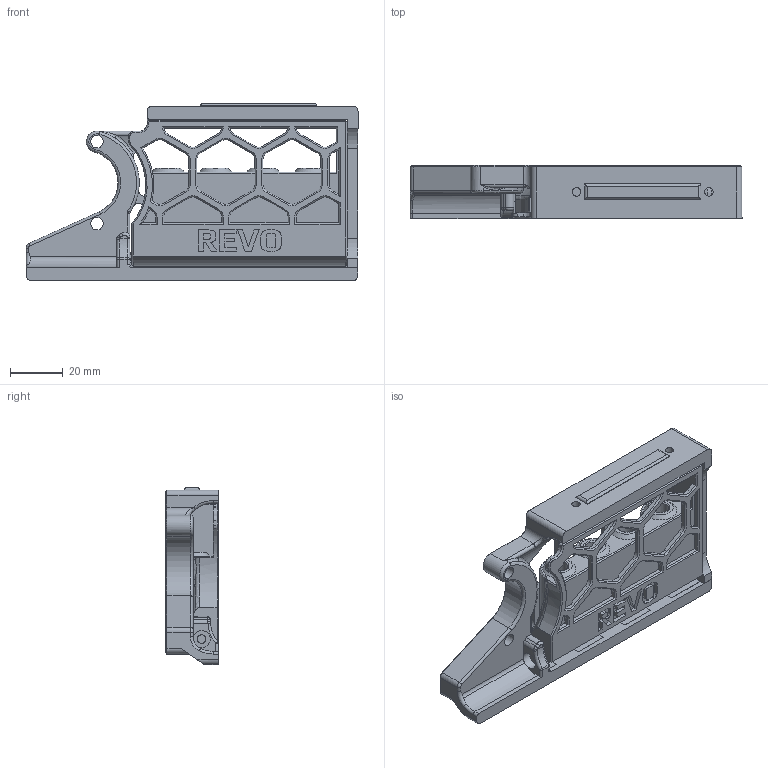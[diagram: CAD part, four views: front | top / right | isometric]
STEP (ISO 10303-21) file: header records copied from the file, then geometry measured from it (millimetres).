
FILE_DESCRIPTION(/* description */ (''),/* implementation_level */ '2;1');
FILE_NAME(/* name */ 'V2.4_Revo_Nozzle_Skirt v13.step',/* time_stamp */ '2022-11-12T11:48:46+01:00',/* author */ (''),/* organization */ (''),/* preprocessor_version */ 'ST-DEVELOPER v19.2',/* originating_system */ 'Autodesk Translation Framework v11.17.0.187',/* authorisation */ '');
FILE_SCHEMA (('AUTOMOTIVE_DESIGN { 1 0 10303 214 3 1 1 }'));
Length unit declared in the file: millimetre
Products named in the file (2): V2.4_Revo_Nozzle_Skirt; Front/Rear Skirt A
Assembly tree (1 placements, depth 2):
  V2.4_Revo_Nozzle_Skirt
    Front/Rear Skirt A
Bounding box: 125.5 x 20 x 67 mm (x, y, z)
Volume: 69259.7 mm3; surface area: 33946.5 mm2
Topology: 2 solids, 2 shells, 656 faces, 1720 edges, 1085 vertices
Faces by surface type: plane 314, cylinder 192, cone 70, bspline 56, torus 22, sphere 2
Full cylindrical faces by diameter (mm): 3.2 x6, 4.6 x6, 4.7 x3, 6 x2, 6.2 x2, 6.3 x4, 6.5 x2
Entity records: 21105 total; most frequent: CARTESIAN_POINT 4861, ORIENTED_EDGE 3436, DIRECTION 3288, EDGE_CURVE 1718, AXIS2_PLACEMENT_3D 1111, VERTEX_POINT 1085, LINE 1066, VECTOR 1066
